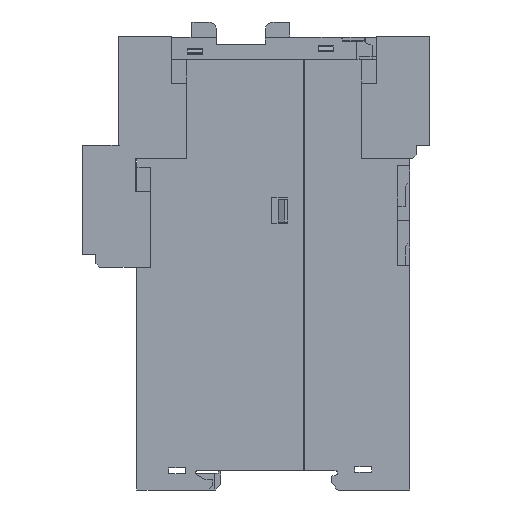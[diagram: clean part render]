
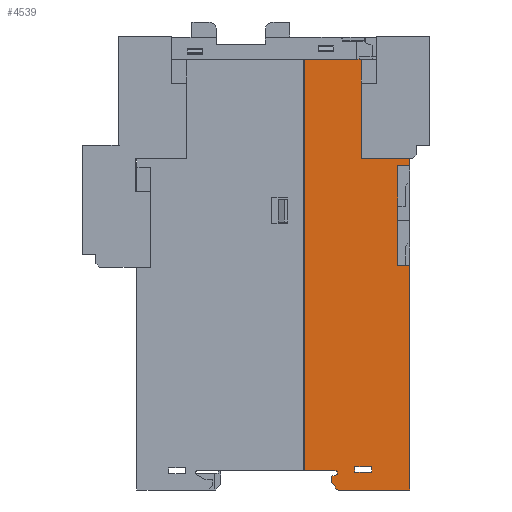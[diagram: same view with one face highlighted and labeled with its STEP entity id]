
A CAD part, left-side view. The second image highlights one B-rep face of the part: STEP entity #4539.
In plain terms, the highlighted planar face has unit normal (-1, 0, 0).
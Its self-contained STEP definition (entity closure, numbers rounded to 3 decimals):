
#4539=ADVANCED_FACE('',(#10144,#10145),#10146,.F.);
#10144=FACE_OUTER_BOUND('',#16802,.T.);
#10145=FACE_BOUND('',#16803,.T.);
#10146=PLANE('',#16804);
#16802=EDGE_LOOP('',(#31306,#31307,#31308,#31309,#31310,#31311,#31312,#31313,#31314,#31315,#31316,#31317,#31318,#31319,#31320,#31321,#31322,#31323,#31324,#31325,#31326,#31327));
#16803=EDGE_LOOP('',(#31328,#31329,#31330,#31331));
#16804=AXIS2_PLACEMENT_3D('',#31332,#31333,#31334);
#31306=ORIENTED_EDGE('',*,*,#45013,.T.);
#31307=ORIENTED_EDGE('',*,*,#42157,.T.);
#31308=ORIENTED_EDGE('',*,*,#45411,.T.);
#31309=ORIENTED_EDGE('',*,*,#45412,.T.);
#31310=ORIENTED_EDGE('',*,*,#45413,.T.);
#31311=ORIENTED_EDGE('',*,*,#45414,.T.);
#31312=ORIENTED_EDGE('',*,*,#45415,.T.);
#31313=ORIENTED_EDGE('',*,*,#45416,.T.);
#31314=ORIENTED_EDGE('',*,*,#45417,.T.);
#31315=ORIENTED_EDGE('',*,*,#45418,.T.);
#31316=ORIENTED_EDGE('',*,*,#45419,.F.);
#31317=ORIENTED_EDGE('',*,*,#45420,.T.);
#31318=ORIENTED_EDGE('',*,*,#45421,.T.);
#31319=ORIENTED_EDGE('',*,*,#45422,.T.);
#31320=ORIENTED_EDGE('',*,*,#45423,.T.);
#31321=ORIENTED_EDGE('',*,*,#45424,.T.);
#31322=ORIENTED_EDGE('',*,*,#45425,.T.);
#31323=ORIENTED_EDGE('',*,*,#45426,.T.);
#31324=ORIENTED_EDGE('',*,*,#45427,.T.);
#31325=ORIENTED_EDGE('',*,*,#45428,.T.);
#31326=ORIENTED_EDGE('',*,*,#45429,.T.);
#31327=ORIENTED_EDGE('',*,*,#45430,.T.);
#31328=ORIENTED_EDGE('',*,*,#45431,.T.);
#31329=ORIENTED_EDGE('',*,*,#45432,.T.);
#31330=ORIENTED_EDGE('',*,*,#45433,.T.);
#31331=ORIENTED_EDGE('',*,*,#45434,.T.);
#31332=CARTESIAN_POINT('',(0.005,62.57,60.03));
#31333=DIRECTION('',(1.0,0.0,0.0));
#31334=DIRECTION('',(0.0,0.0,-1.0));
#42157=EDGE_CURVE('',#51236,#51237,#51238,.T.);
#45013=EDGE_CURVE('',#55524,#51236,#55527,.T.);
#45411=EDGE_CURVE('',#51237,#56091,#56092,.T.);
#45412=EDGE_CURVE('',#56091,#56093,#56094,.T.);
#45413=EDGE_CURVE('',#56093,#56095,#56096,.T.);
#45414=EDGE_CURVE('',#56095,#56097,#56098,.T.);
#45415=EDGE_CURVE('',#56097,#56099,#56100,.T.);
#45416=EDGE_CURVE('',#56099,#56101,#56102,.T.);
#45417=EDGE_CURVE('',#56101,#56103,#56104,.T.);
#45418=EDGE_CURVE('',#56103,#56105,#56106,.T.);
#45419=EDGE_CURVE('',#56107,#56105,#56108,.T.);
#45420=EDGE_CURVE('',#56107,#56109,#56110,.T.);
#45421=EDGE_CURVE('',#56109,#56111,#56112,.T.);
#45422=EDGE_CURVE('',#56111,#56113,#56114,.T.);
#45423=EDGE_CURVE('',#56113,#56115,#56116,.T.);
#45424=EDGE_CURVE('',#56115,#56117,#56118,.T.);
#45425=EDGE_CURVE('',#56117,#56119,#56120,.T.);
#45426=EDGE_CURVE('',#56119,#56121,#56122,.T.);
#45427=EDGE_CURVE('',#56121,#56123,#56124,.T.);
#45428=EDGE_CURVE('',#56123,#56125,#56126,.T.);
#45429=EDGE_CURVE('',#56125,#56127,#56128,.T.);
#45430=EDGE_CURVE('',#56127,#55524,#56129,.T.);
#45431=EDGE_CURVE('',#56130,#56131,#56132,.T.);
#45432=EDGE_CURVE('',#56131,#56133,#56134,.T.);
#45433=EDGE_CURVE('',#56133,#56135,#56136,.T.);
#45434=EDGE_CURVE('',#56135,#56130,#56137,.T.);
#51236=VERTEX_POINT('',#64504);
#51237=VERTEX_POINT('',#64505);
#51238=LINE('',#64506,#64507);
#55524=VERTEX_POINT('',#70880);
#55527=LINE('',#70885,#70886);
#56091=VERTEX_POINT('',#71750);
#56092=LINE('',#71751,#71752);
#56093=VERTEX_POINT('',#71753);
#56094=LINE('',#71754,#71755);
#56095=VERTEX_POINT('',#71756);
#56096=CIRCLE('',#71757,0.3);
#56097=VERTEX_POINT('',#71758);
#56098=LINE('',#71759,#71760);
#56099=VERTEX_POINT('',#71761);
#56100=CIRCLE('',#71762,0.3);
#56101=VERTEX_POINT('',#71763);
#56102=LINE('',#71764,#71765);
#56103=VERTEX_POINT('',#71766);
#56104=LINE('',#71767,#71768);
#56105=VERTEX_POINT('',#71769);
#56106=LINE('',#71770,#71771);
#56107=VERTEX_POINT('',#71772);
#56108=CIRCLE('',#71773,0.5);
#56109=VERTEX_POINT('',#71774);
#56110=LINE('',#71775,#71776);
#56111=VERTEX_POINT('',#71777);
#56112=LINE('',#71778,#71779);
#56113=VERTEX_POINT('',#71780);
#56114=LINE('',#71781,#71782);
#56115=VERTEX_POINT('',#71783);
#56116=LINE('',#71784,#71785);
#56117=VERTEX_POINT('',#71786);
#56118=LINE('',#71787,#71788);
#56119=VERTEX_POINT('',#71789);
#56120=LINE('',#71790,#71791);
#56121=VERTEX_POINT('',#71792);
#56122=LINE('',#71793,#71794);
#56123=VERTEX_POINT('',#71795);
#56124=LINE('',#71796,#71797);
#56125=VERTEX_POINT('',#71798);
#56126=LINE('',#71799,#71800);
#56127=VERTEX_POINT('',#71801);
#56128=LINE('',#71802,#71803);
#56129=LINE('',#71804,#71805);
#56130=VERTEX_POINT('',#71806);
#56131=VERTEX_POINT('',#71807);
#56132=LINE('',#71808,#71809);
#56133=VERTEX_POINT('',#71810);
#56134=LINE('',#71811,#71812);
#56135=VERTEX_POINT('',#71813);
#56136=LINE('',#71814,#71815);
#56137=LINE('',#71816,#71817);
#64504=CARTESIAN_POINT('',(0.005,19.3,114.0));
#64505=CARTESIAN_POINT('',(0.005,33.2,114.0));
#64506=CARTESIAN_POINT('',(0.005,51.865,114.0));
#64507=VECTOR('',#80881,1.0);
#70880=CARTESIAN_POINT('',(0.005,19.3,114.08));
#70885=CARTESIAN_POINT('',(0.005,19.3,88.514));
#70886=VECTOR('',#83393,1.0);
#71750=CARTESIAN_POINT('',(0.005,33.2,5.1));
#71751=CARTESIAN_POINT('',(0.005,33.2,70.065));
#71752=VECTOR('',#83789,1.0);
#71753=CARTESIAN_POINT('',(0.005,24.75,5.1));
#71754=CARTESIAN_POINT('',(0.005,77.95,5.1));
#71755=VECTOR('',#83790,1.0);
#71756=CARTESIAN_POINT('',(0.005,24.45,4.8));
#71757=AXIS2_PLACEMENT_3D('',#83791,#83792,#83793);
#71758=CARTESIAN_POINT('',(0.005,24.45,4.28));
#71759=CARTESIAN_POINT('',(0.005,24.45,4.8));
#71760=VECTOR('',#83794,1.0);
#71761=CARTESIAN_POINT('',(0.005,24.672,3.99));
#71762=AXIS2_PLACEMENT_3D('',#83795,#83796,#83797);
#71763=CARTESIAN_POINT('',(0.005,25.85,3.675));
#71764=CARTESIAN_POINT('',(0.005,24.672,3.99));
#71765=VECTOR('',#83798,1.0);
#71766=CARTESIAN_POINT('',(0.005,25.85,1.999));
#71767=CARTESIAN_POINT('',(0.005,25.85,3.675));
#71768=VECTOR('',#83799,1.0);
#71769=CARTESIAN_POINT('',(0.005,24.599,0.213));
#71770=CARTESIAN_POINT('',(0.005,25.85,1.999));
#71771=VECTOR('',#83800,1.0);
#71772=CARTESIAN_POINT('',(0.005,24.19,0.0));
#71773=AXIS2_PLACEMENT_3D('',#83801,#83802,#83803);
#71774=CARTESIAN_POINT('',(0.005,5.2,0.0));
#71775=CARTESIAN_POINT('',(0.005,24.19,0.0));
#71776=VECTOR('',#83804,1.0);
#71777=CARTESIAN_POINT('',(0.005,5.2,59.5));
#71778=CARTESIAN_POINT('',(0.005,5.2,27.565));
#71779=VECTOR('',#83805,1.0);
#71780=CARTESIAN_POINT('',(0.005,8.45,59.5));
#71781=CARTESIAN_POINT('',(0.005,34.51,59.5));
#71782=VECTOR('',#83806,1.0);
#71783=CARTESIAN_POINT('',(0.005,8.45,85.9));
#71784=CARTESIAN_POINT('',(0.005,8.45,66.365));
#71785=VECTOR('',#83807,1.0);
#71786=CARTESIAN_POINT('',(0.005,5.2,85.9));
#71787=CARTESIAN_POINT('',(0.005,34.51,85.9));
#71788=VECTOR('',#83808,1.0);
#71789=CARTESIAN_POINT('',(0.005,5.2,87.78));
#71790=CARTESIAN_POINT('',(0.005,5.2,27.565));
#71791=VECTOR('',#83809,1.0);
#71792=CARTESIAN_POINT('',(0.005,18.02,87.78));
#71793=CARTESIAN_POINT('',(0.005,4.45,87.78));
#71794=VECTOR('',#83810,1.0);
#71795=CARTESIAN_POINT('',(0.005,18.02,107.82));
#71796=CARTESIAN_POINT('',(0.005,18.02,87.78));
#71797=VECTOR('',#83811,1.0);
#71798=CARTESIAN_POINT('',(0.005,18.0,107.82));
#71799=CARTESIAN_POINT('',(0.005,18.02,107.82));
#71800=VECTOR('',#83812,1.0);
#71801=CARTESIAN_POINT('',(0.005,18.0,114.08));
#71802=CARTESIAN_POINT('',(0.005,18.0,85.465));
#71803=VECTOR('',#83813,1.0);
#71804=CARTESIAN_POINT('',(0.005,14.01,114.08));
#71805=VECTOR('',#83814,1.0);
#71806=CARTESIAN_POINT('',(0.005,15.3,6.2));
#71807=CARTESIAN_POINT('',(0.005,15.3,4.7));
#71808=CARTESIAN_POINT('',(0.005,15.3,32.74));
#71809=VECTOR('',#83815,1.0);
#71810=CARTESIAN_POINT('',(0.005,19.8,4.7));
#71811=CARTESIAN_POINT('',(0.005,40.06,4.7));
#71812=VECTOR('',#83816,1.0);
#71813=CARTESIAN_POINT('',(0.005,19.8,6.2));
#71814=CARTESIAN_POINT('',(0.005,19.8,32.74));
#71815=VECTOR('',#83817,1.0);
#71816=CARTESIAN_POINT('',(0.005,40.06,6.2));
#71817=VECTOR('',#83818,1.0);
#80881=DIRECTION('',(0.0,1.0,0.0));
#83393=DIRECTION('',(0.0,0.0,-1.0));
#83789=DIRECTION('',(0.0,0.0,-1.0));
#83790=DIRECTION('',(0.0,-1.0,0.0));
#83791=CARTESIAN_POINT('',(0.005,24.75,4.8));
#83792=DIRECTION('',(1.0,0.0,0.0));
#83793=DIRECTION('',(0.0,0.,1.));
#83794=DIRECTION('',(0.0,0.0,-1.0));
#83795=CARTESIAN_POINT('',(0.005,24.75,4.28));
#83796=DIRECTION('',(1.0,0.0,0.0));
#83797=DIRECTION('',(0.0,-1.0,0.));
#83798=DIRECTION('',(0.0,0.966,-0.259));
#83799=DIRECTION('',(0.0,0.0,-1.0));
#83800=DIRECTION('',(0.0,-0.574,-0.819));
#83801=CARTESIAN_POINT('',(0.005,24.19,0.5));
#83802=DIRECTION('',(1.0,0.0,0.0));
#83803=DIRECTION('',(0.0,0.,-1.0));
#83804=DIRECTION('',(0.0,-1.0,0.0));
#83805=DIRECTION('',(0.0,0.0,1.0));
#83806=DIRECTION('',(0.0,1.0,0.0));
#83807=DIRECTION('',(0.0,0.0,1.0));
#83808=DIRECTION('',(0.0,-1.0,0.0));
#83809=DIRECTION('',(0.0,0.0,1.0));
#83810=DIRECTION('',(0.0,1.0,0.0));
#83811=DIRECTION('',(0.0,0.0,1.0));
#83812=DIRECTION('',(0.0,-1.0,0.0));
#83813=DIRECTION('',(0.0,0.0,1.0));
#83814=DIRECTION('',(0.0,1.0,0.0));
#83815=DIRECTION('',(0.0,0.0,-1.0));
#83816=DIRECTION('',(0.0,1.0,0.0));
#83817=DIRECTION('',(0.0,0.0,1.0));
#83818=DIRECTION('',(0.0,-1.0,0.0));
